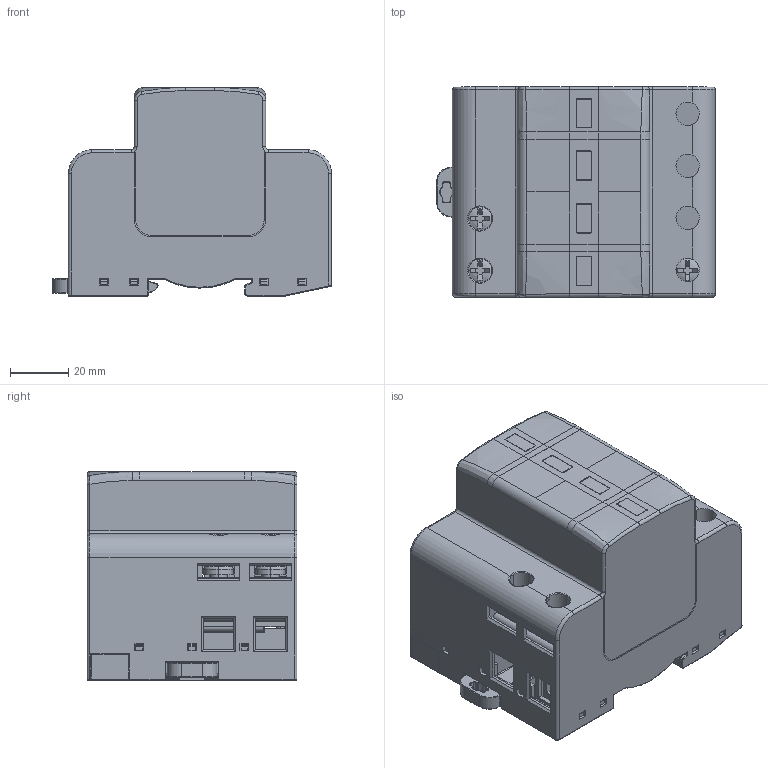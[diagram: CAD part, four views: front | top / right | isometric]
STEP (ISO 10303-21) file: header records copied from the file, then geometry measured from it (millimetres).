
FILE_DESCRIPTION((''),'2;1');
FILE_NAME('560031_PROBLOC_B_50_3P1_275__ASM','2018-08-28T08:54:31',('teo.ivanusa'),('Audax d.o.o.'),'CREO PARAMETRIC BY PTC INC, 2017260','CREO PARAMETRIC BY PTC INC, 2017260','');
FILE_SCHEMA(('AP242_MANAGED_MODEL_BASED_3D_ENGINEERING_MIM_LF { 1 0 10303 442 1 1 4 }'));
Products named in the file (16): LECKA_BUHTEL_; RC_ZENSKA_WM_; RC_WM_SESTAV__ASM; 560000011_PRBLB_POKR_4TE_RC_; 560000010_PRBLB_POKR_4TE_; 521000502_VIJAK_M6X12_; ZASKOCKA_PLASTICNA_V11_; VZMET_VSKOCKE_; TIV_4TE_3P1_; MIKRO-STIKALO_; REPEK__; MIKRO-STIKALO_TACKA_SESTAV___ASM; SES_TIV_4TE_3P1__ASM; 560000005_PRBLB_PODN_4TE_3P1_; 560000106_PRBLB_KON_OZM_4TE_3P; 560031_PROBLOC_B_50_3P1_275__ASM
Assembly tree (22 placements, depth 4):
  560031_PROBLOC_B_50_3P1_275__ASM
    LECKA_BUHTEL_  x4
    RC_WM_SESTAV__ASM
      RC_ZENSKA_WM_
    560000011_PRBLB_POKR_4TE_RC_
    560000010_PRBLB_POKR_4TE_
    521000502_VIJAK_M6X12_  x3
    ZASKOCKA_PLASTICNA_V11_
    VZMET_VSKOCKE_
    SES_TIV_4TE_3P1__ASM
      TIV_4TE_3P1_
      MIKRO-STIKALO_TACKA_SESTAV___ASM  x3
        MIKRO-STIKALO_
        REPEK__
    560000005_PRBLB_PODN_4TE_3P1_
    560000106_PRBLB_KON_OZM_4TE_3P
Bounding box: 95.4 x 71.8 x 71.39 mm (x, y, z)
Volume: 141462.7 mm3; surface area: 185695.1 mm2
Topology: 21 solids, 21 shells, 4839 faces, 12893 edges, 8342 vertices
Faces by surface type: plane 2535, cylinder 1423, torus 284, sphere 241, bspline 240, cone 72, extrusion 44
Entity records: 205858 total; most frequent: CARTESIAN_POINT 53748, ORIENTED_EDGE 23678, DIRECTION 23187, PRESENTATION_STYLE_ASSIGNMENT 12206, STYLED_ITEM 12120, CURVE_STYLE 12079, EDGE_CURVE 11839, VECTOR 7945
